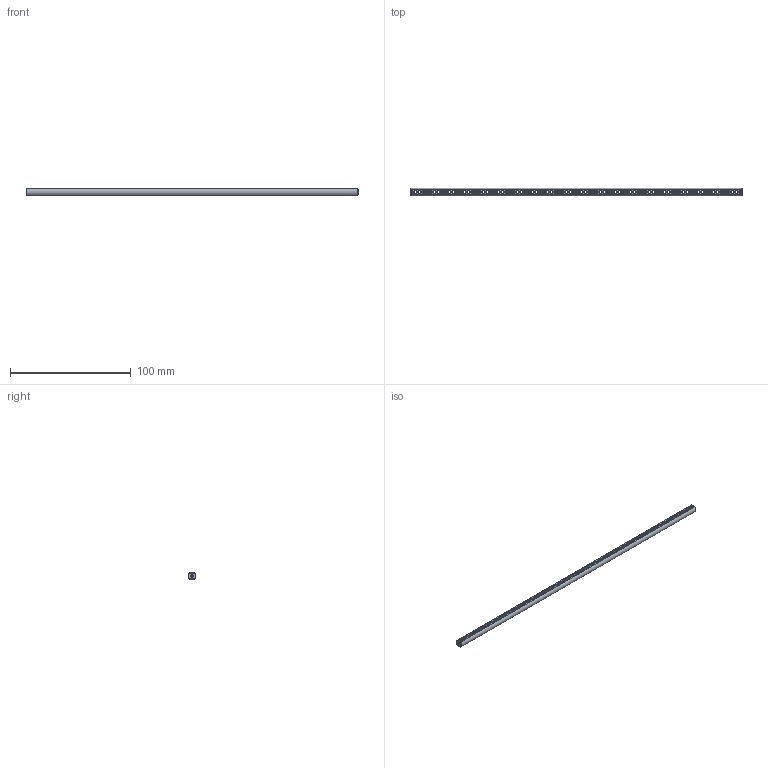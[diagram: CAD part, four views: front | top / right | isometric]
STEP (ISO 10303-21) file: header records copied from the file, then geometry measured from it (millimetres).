
FILE_DESCRIPTION(('FreeCAD Model'),'2;1');
FILE_NAME('Open CASCADE Shape Model','2024-06-18T15:51:51',(''),(''), 'Open CASCADE STEP processor 7.6','FreeCAD','Unknown');
FILE_SCHEMA(('AUTOMOTIVE_DESIGN { 1 0 10303 214 1 1 1 1 }'));
Length unit declared in the file: millimetre
Products named in the file (1): Shaft IDX BU22.00 - SPN-SFT-0208 (stemfie.org)
Bounding box: 275 x 6.6 x 5 mm (x, y, z)
Volume: 6277 mm3; surface area: 7894 mm2
Topology: 1 solids, 1 shells, 931 faces, 2871 edges, 1794 vertices
Faces by surface type: plane 306, cylinder 267, cone 180, extrusion 178
Full cylindrical faces by diameter (mm): 2 x265
Entity records: 33013 total; most frequent: CARTESIAN_POINT 6665, ORIENTED_EDGE 5742, DIRECTION 5283, EDGE_CURVE 2871, AXIS2_PLACEMENT_3D 1836, VERTEX_POINT 1794, VECTOR 1611, LINE 1433
